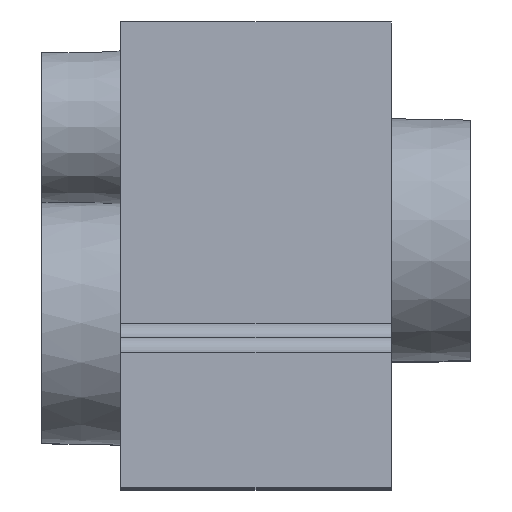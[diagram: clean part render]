
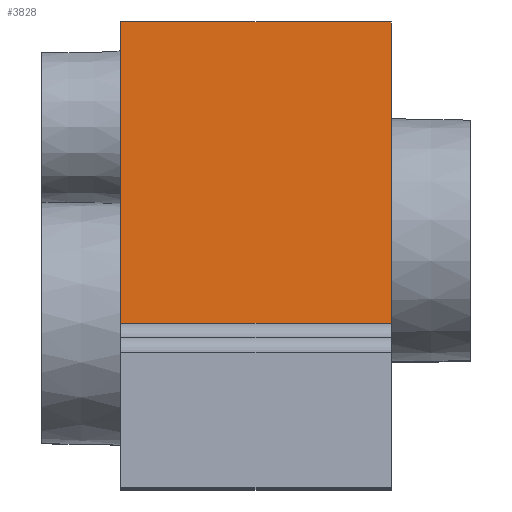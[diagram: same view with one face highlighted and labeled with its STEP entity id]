
A CAD part, top view. The second image highlights one B-rep face of the part: STEP entity #3828.
In plain terms, the highlighted planar face has unit normal (0, 0.035, 0.999).
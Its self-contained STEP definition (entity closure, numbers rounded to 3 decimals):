
#472=ORIENTED_EDGE('',*,*,#1377,.T.);
#473=ORIENTED_EDGE('',*,*,#1538,.F.);
#474=ORIENTED_EDGE('',*,*,#1470,.F.);
#475=ORIENTED_EDGE('',*,*,#1537,.T.);
#1377=EDGE_CURVE('',#1930,#1929,#2299,.T.);
#1470=EDGE_CURVE('',#2022,#2023,#2372,.T.);
#1537=EDGE_CURVE('',#2022,#1930,#2400,.T.);
#1538=EDGE_CURVE('',#2023,#1929,#2401,.T.);
#1929=VERTEX_POINT('',#5580);
#1930=VERTEX_POINT('',#5582);
#2022=VERTEX_POINT('',#5767);
#2023=VERTEX_POINT('',#5769);
#2299=LINE('',#5581,#2708);
#2372=LINE('',#5768,#2781);
#2400=LINE('',#5901,#2809);
#2401=LINE('',#5903,#2810);
#2708=VECTOR('',#4442,1000.);
#2781=VECTOR('',#4557,1000.);
#2809=VECTOR('',#4695,1000.);
#2810=VECTOR('',#4698,1000.);
#3138=EDGE_LOOP('',(#472,#473,#474,#475));
#3426=FACE_BOUND('',#3138,.T.);
#3674=PLANE('',#4127);
#3828=ADVANCED_FACE('',(#3426),#3674,.F.);
#4127=AXIS2_PLACEMENT_3D('',#5902,#4696,#4697);
#4442=DIRECTION('',(0.,-0.999,0.035));
#4557=DIRECTION('',(0.,-0.999,0.035));
#4695=DIRECTION('',(-1.,0.,0.));
#4696=DIRECTION('',(0.,-0.035,-0.999));
#4697=DIRECTION('',(0.,0.999,-0.035));
#4698=DIRECTION('',(-1.,0.,0.));
#5580=CARTESIAN_POINT('',(-9.,10.965,27.7));
#5581=CARTESIAN_POINT('',(-9.,31.,27.));
#5582=CARTESIAN_POINT('',(-9.,31.,27.));
#5767=CARTESIAN_POINT('',(9.,31.,27.));
#5768=CARTESIAN_POINT('',(9.,31.,27.));
#5769=CARTESIAN_POINT('',(9.,10.965,27.7));
#5901=CARTESIAN_POINT('',(9.,31.,27.));
#5902=CARTESIAN_POINT('',(9.,31.,27.));
#5903=CARTESIAN_POINT('',(9.,10.965,27.7));
